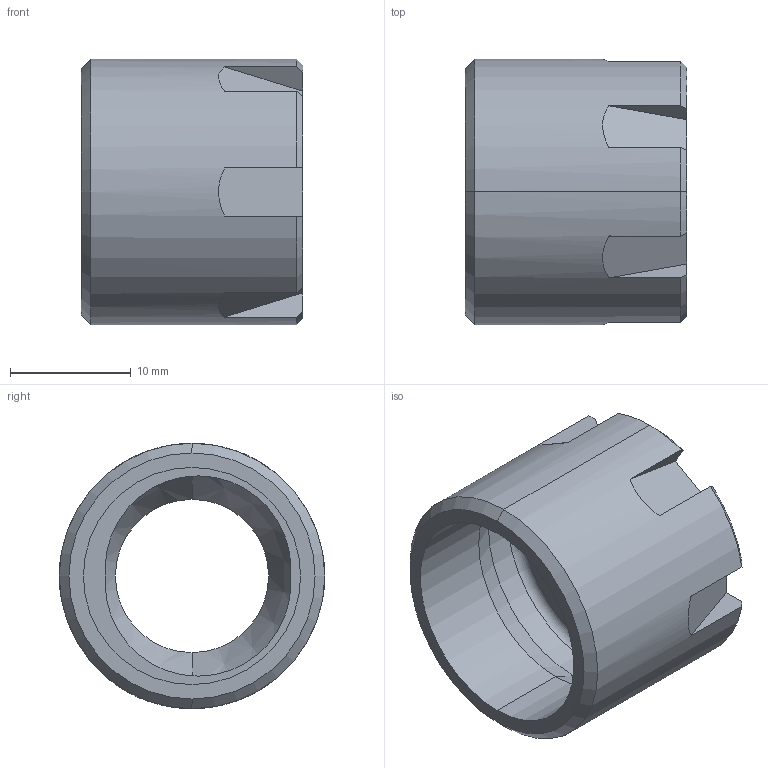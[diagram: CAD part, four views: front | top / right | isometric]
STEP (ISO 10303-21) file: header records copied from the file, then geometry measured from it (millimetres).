
FILE_DESCRIPTION (( 'STEP AP214' ), '1' );
FILE_NAME ('E17.ER1.001.018.STEP', '2023-08-30T11:29:34', ( '' ), ( '' ), 'SwSTEP 2.0', 'SolidWorks 2017', '' );
FILE_SCHEMA (( 'AUTOMOTIVE_DESIGN' ));
Length unit declared in the file: millimetre
Products named in the file (1): E17.ER1.001.018
Bounding box: 18.4 x 22 x 22 mm (x, y, z)
Volume: 2210 mm3; surface area: 2855.2 mm2
Topology: 1 solids, 1 shells, 52 faces, 131 edges, 83 vertices
Faces by surface type: plane 24, cone 13, cylinder 11, torus 4
Entity records: 1674 total; most frequent: CARTESIAN_POINT 321, DIRECTION 266, ORIENTED_EDGE 262, EDGE_CURVE 131, AXIS2_PLACEMENT_3D 100, VERTEX_POINT 83, VECTOR 66, LINE 66
